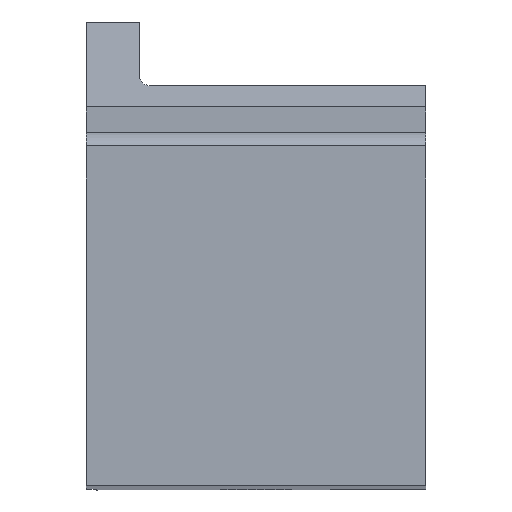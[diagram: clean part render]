
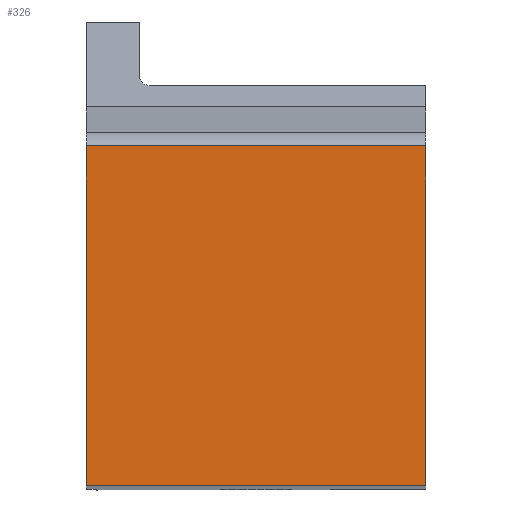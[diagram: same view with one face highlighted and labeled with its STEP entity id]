
A CAD part, top view. The second image highlights one B-rep face of the part: STEP entity #326.
In plain terms, the highlighted planar face has unit normal (0, 0, 1).
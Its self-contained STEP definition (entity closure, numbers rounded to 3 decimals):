
#326=ADVANCED_FACE('',(#565),#423,.T.);
#423=PLANE('',#3856);
#565=FACE_OUTER_BOUND('',#749,.T.);
#749=EDGE_LOOP('',(#1538,#1539,#1540,#1541));
#1538=ORIENTED_EDGE('',*,*,#2635,.T.);
#1539=ORIENTED_EDGE('',*,*,#2553,.T.);
#1540=ORIENTED_EDGE('',*,*,#2512,.T.);
#1541=ORIENTED_EDGE('',*,*,#2641,.T.);
#2065=VERTEX_POINT('',#10307);
#2066=VERTEX_POINT('',#10309);
#2098=VERTEX_POINT('',#10428);
#2152=VERTEX_POINT('',#10626);
#2512=EDGE_CURVE('',#2066,#2065,#3285,.T.);
#2553=EDGE_CURVE('',#2098,#2066,#3309,.T.);
#2635=EDGE_CURVE('',#2152,#2098,#3360,.T.);
#2641=EDGE_CURVE('',#2065,#2152,#3365,.T.);
#3285=LINE('',#10308,#3484);
#3309=LINE('',#10427,#3508);
#3360=LINE('',#10625,#3559);
#3365=LINE('',#10637,#3564);
#3484=VECTOR('',#4183,1.);
#3508=VECTOR('',#4251,1.);
#3559=VECTOR('',#4412,1.);
#3564=VECTOR('',#4425,1.);
#3856=AXIS2_PLACEMENT_3D('',#10639,#4428,#4429);
#4183=DIRECTION('',(0.,1.,0.));
#4251=DIRECTION('',(1.,0.,0.));
#4412=DIRECTION('',(0.,-1.,0.));
#4425=DIRECTION('',(-1.,0.,0.));
#4428=DIRECTION('',(0.,0.,1.));
#4429=DIRECTION('',(1.,0.,0.));
#10307=CARTESIAN_POINT('',(0.,16.,0.));
#10308=CARTESIAN_POINT('',(0.,0.,0.));
#10309=CARTESIAN_POINT('',(0.,0.,0.));
#10427=CARTESIAN_POINT('',(-16.,0.,0.));
#10428=CARTESIAN_POINT('',(-16.,0.,0.));
#10625=CARTESIAN_POINT('',(-16.,16.,0.));
#10626=CARTESIAN_POINT('',(-16.,16.,0.));
#10637=CARTESIAN_POINT('',(0.,16.,0.));
#10639=CARTESIAN_POINT('',(-8.,8.,0.));
